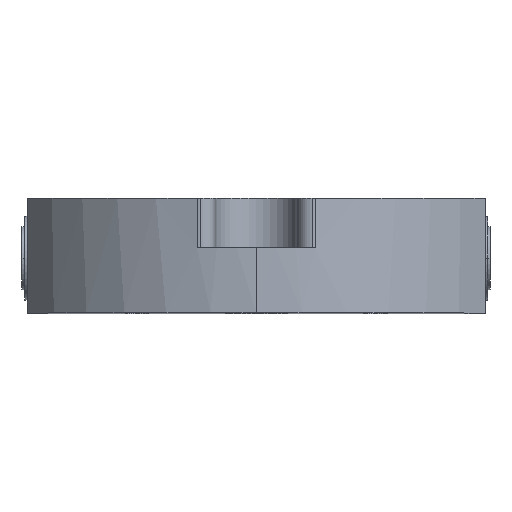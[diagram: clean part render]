
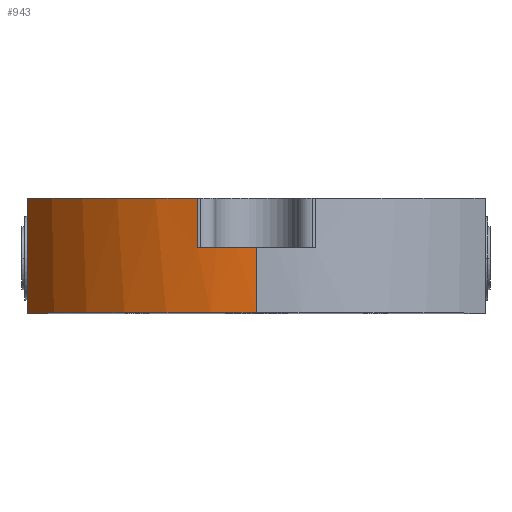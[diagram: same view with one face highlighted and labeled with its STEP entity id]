
A CAD part, top view. The second image highlights one B-rep face of the part: STEP entity #943.
In plain terms, the highlighted cylindrical face has radius 58 mm (diameter 116 mm), a partial arc.
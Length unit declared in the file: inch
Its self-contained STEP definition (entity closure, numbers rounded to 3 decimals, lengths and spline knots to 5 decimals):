
#30 = DIRECTION ( 'NONE',  ( 0., 1., 0. ) ) ;
#336 = DIRECTION ( 'NONE',  ( 0., 0., 1. ) ) ;
#393 = DIRECTION ( 'NONE',  ( 0., 0., 1. ) ) ;
#527 = AXIS2_PLACEMENT_3D ( 'NONE', #4397, #1825, #336 ) ;
#567 = ORIENTED_EDGE ( 'NONE', *, *, #5468, .T. ) ;
#703 = ORIENTED_EDGE ( 'NONE', *, *, #2162, .T. ) ;
#710 = LINE ( 'NONE', #1850, #6632 ) ;
#943 = ADVANCED_FACE ( 'NONE', ( #5548 ), #6117, .T. ) ;
#983 = VERTEX_POINT ( 'NONE', #1085 ) ;
#1003 = VECTOR ( 'NONE', #4834, 39.37008 ) ;
#1085 = CARTESIAN_POINT ( 'NONE',  ( 0., 0.55925, 2.28346 ) ) ;
#1228 = CARTESIAN_POINT ( 'NONE',  ( -1.9685, 0.98425, 1.15724 ) ) ;
#1313 = CIRCLE ( 'NONE', #2830, 2.28346 ) ;
#1372 = CARTESIAN_POINT ( 'NONE',  ( 0., 0., 2.28346 ) ) ;
#1710 = DIRECTION ( 'NONE',  ( 0., 1., 0. ) ) ;
#1799 = ORIENTED_EDGE ( 'NONE', *, *, #5861, .T. ) ;
#1825 = DIRECTION ( 'NONE',  ( 0., 1., 0. ) ) ;
#1826 = DIRECTION ( 'NONE',  ( 0., 1., 0. ) ) ;
#1850 = CARTESIAN_POINT ( 'NONE',  ( -0.50709, 0., 2.22645 ) ) ;
#2079 = DIRECTION ( 'NONE',  ( 0., 0., 1. ) ) ;
#2124 = DIRECTION ( 'NONE',  ( 0., 0., -1. ) ) ;
#2162 = EDGE_CURVE ( 'NONE', #3426, #3330, #2359, .T. ) ;
#2359 = LINE ( 'NONE', #5916, #1003 ) ;
#2386 = ORIENTED_EDGE ( 'NONE', *, *, #4931, .F. ) ;
#2636 = CARTESIAN_POINT ( 'NONE',  ( 0., 0., 0. ) ) ;
#2794 = ORIENTED_EDGE ( 'NONE', *, *, #4355, .T. ) ;
#2830 = AXIS2_PLACEMENT_3D ( 'NONE', #4232, #1710, #2124 ) ;
#3003 = VERTEX_POINT ( 'NONE', #5376 ) ;
#3035 = VERTEX_POINT ( 'NONE', #5934 ) ;
#3274 = CIRCLE ( 'NONE', #4895, 2.28346 ) ;
#3330 = VERTEX_POINT ( 'NONE', #3715 ) ;
#3426 = VERTEX_POINT ( 'NONE', #1228 ) ;
#3510 = VECTOR ( 'NONE', #3959, 39.37008 ) ;
#3715 = CARTESIAN_POINT ( 'NONE',  ( -1.9685, 0., 1.15724 ) ) ;
#3959 = DIRECTION ( 'NONE',  ( 0., 1., 0. ) ) ;
#3983 = ORIENTED_EDGE ( 'NONE', *, *, #4744, .F. ) ;
#4103 = CIRCLE ( 'NONE', #527, 2.28346 ) ;
#4232 = CARTESIAN_POINT ( 'NONE',  ( 0., 0.55925, 0. ) ) ;
#4355 = EDGE_CURVE ( 'NONE', #3330, #3003, #4103, .T. ) ;
#4397 = CARTESIAN_POINT ( 'NONE',  ( 0., 0., 0. ) ) ;
#4498 = CARTESIAN_POINT ( 'NONE',  ( 0., 0.98425, 0. ) ) ;
#4612 = AXIS2_PLACEMENT_3D ( 'NONE', #2636, #30, #2079 ) ;
#4744 = EDGE_CURVE ( 'NONE', #5413, #983, #1313, .T. ) ;
#4834 = DIRECTION ( 'NONE',  ( 0., -1., 0. ) ) ;
#4895 = AXIS2_PLACEMENT_3D ( 'NONE', #4498, #6557, #393 ) ;
#4931 = EDGE_CURVE ( 'NONE', #3426, #3035, #3274, .T. ) ;
#5038 = LINE ( 'NONE', #1372, #3510 ) ;
#5039 = EDGE_LOOP ( 'NONE', ( #2794, #567, #3983, #1799, #2386, #703 ) ) ;
#5376 = CARTESIAN_POINT ( 'NONE',  ( 0., 0., 2.28346 ) ) ;
#5413 = VERTEX_POINT ( 'NONE', #5855 ) ;
#5468 = EDGE_CURVE ( 'NONE', #3003, #983, #5038, .T. ) ;
#5548 = FACE_OUTER_BOUND ( 'NONE', #5039, .T. ) ;
#5855 = CARTESIAN_POINT ( 'NONE',  ( -0.50709, 0.55925, 2.22645 ) ) ;
#5861 = EDGE_CURVE ( 'NONE', #5413, #3035, #710, .T. ) ;
#5916 = CARTESIAN_POINT ( 'NONE',  ( -1.9685, 0., 1.15724 ) ) ;
#5934 = CARTESIAN_POINT ( 'NONE',  ( -0.50709, 0.98425, 2.22645 ) ) ;
#6117 = CYLINDRICAL_SURFACE ( 'NONE', #4612, 2.28346 ) ;
#6557 = DIRECTION ( 'NONE',  ( 0., 1., 0. ) ) ;
#6632 = VECTOR ( 'NONE', #1826, 39.37008 ) ;
